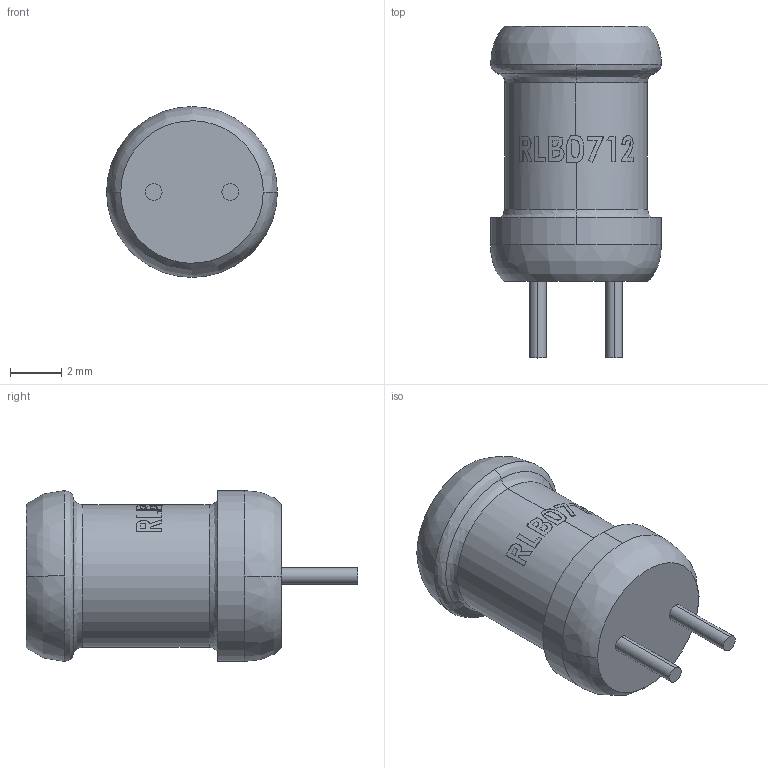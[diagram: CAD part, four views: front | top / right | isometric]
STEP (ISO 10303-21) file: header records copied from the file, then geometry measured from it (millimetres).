
FILE_DESCRIPTION (( 'STEP AP214' ), '1' );
FILE_NAME ('RLB 0712.STEP', '2023-06-09T20:40:00', ( '' ), ( '' ), 'SwSTEP 2.0', 'SolidWorks 2019', '' );
FILE_SCHEMA (( 'AUTOMOTIVE_DESIGN' ));
Length unit declared in the file: millimetre
Products named in the file (1): RLB 0712
Bounding box: 6.7 x 13.01 x 6.7 mm (x, y, z)
Volume: 284.6 mm3; surface area: 269.7 mm2
Topology: 2 solids, 2 shells, 100 faces, 248 edges, 163 vertices
Faces by surface type: plane 43, bspline 38, cylinder 19
Entity records: 5805 total; most frequent: CARTESIAN_POINT 3565, ORIENTED_EDGE 496, DIRECTION 372, EDGE_CURVE 248, VERTEX_POINT 163, AXIS2_PLACEMENT_3D 139, EDGE_LOOP 111, FACE_OUTER_BOUND 100
